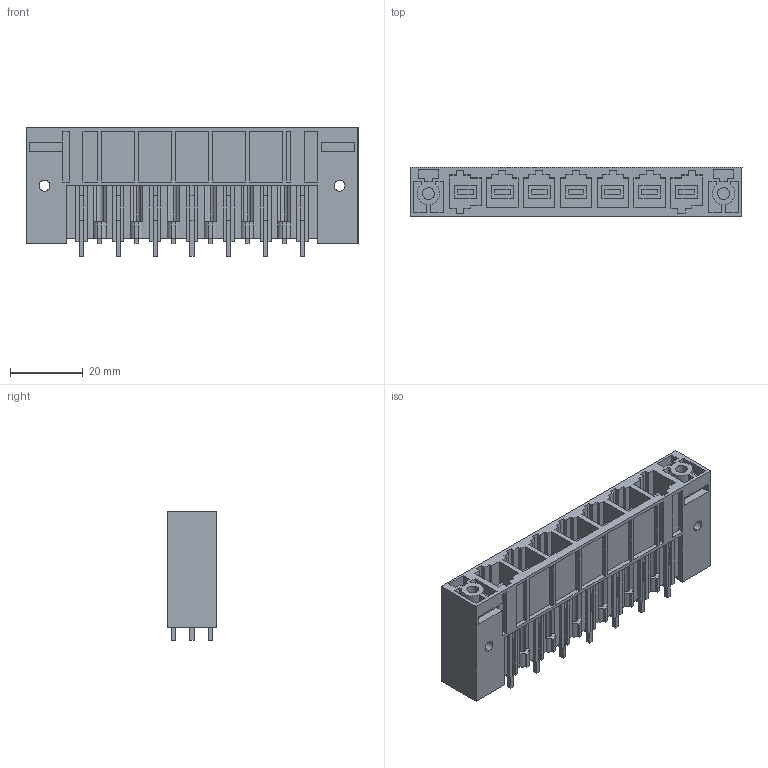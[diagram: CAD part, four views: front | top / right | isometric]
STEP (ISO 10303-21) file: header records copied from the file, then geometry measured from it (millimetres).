
FILE_DESCRIPTION(('CATIA V5 STEP Exchange','CAx-IF Rec.Pracs.--- Model Styling and Organization---1.2---2011-12-15'),'2;1');
FILE_NAME ('D1457519_0_1850930000_1850930000.stp','2018-03-12T13:24:15+00:00',('none'),('Weidmueller'),'CATIA Version 5-6 Release 2014','CATIA V5 STEP AP214','none');
FILE_SCHEMA(('AUTOMOTIVE_DESIGN { 1 0 10303 214 1 1 1 1 }'));
Length unit declared in the file: millimetre
Products named in the file (1): 1850930000
Bounding box: 91.44 x 13.6 x 35.5 mm (x, y, z)
Volume: 22811 mm3; surface area: 25135.3 mm2
Topology: 8 solids, 8 shells, 863 faces, 2474 edges, 1662 vertices
Faces by surface type: plane 799, cylinder 64
Entity records: 26758 total; most frequent: ORIENTED_EDGE 4948, CARTESIAN_POINT 4697, DIRECTION 3509, EDGE_CURVE 2474, VECTOR 2336, LINE 2336, VERTEX_POINT 1662, EDGE_LOOP 928
